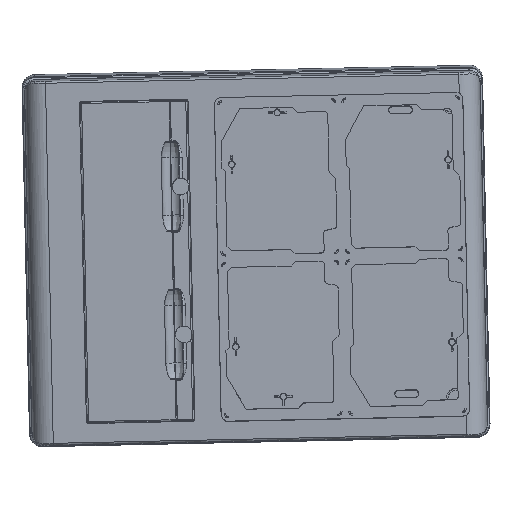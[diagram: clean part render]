
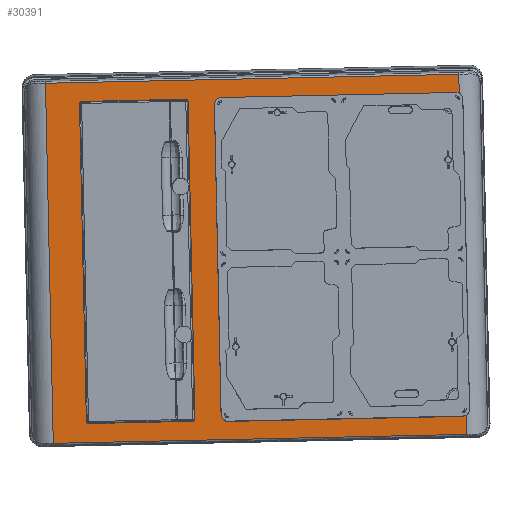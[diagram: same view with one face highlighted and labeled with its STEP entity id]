
A CAD part, top view. The second image highlights one B-rep face of the part: STEP entity #30391.
In plain terms, the highlighted face is planar.
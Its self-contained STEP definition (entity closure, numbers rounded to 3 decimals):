
#19281=DIRECTION('',(0.,1.,0.));
#19282=VECTOR('',#19281,438.206);
#19283=CARTESIAN_POINT('',(-251.303,-219.103,
55.));
#19284=LINE('',#19283,#19282);
#19285=DIRECTION('',(0.,1.,0.));
#19286=VECTOR('',#19285,23.143);
#19287=CARTESIAN_POINT('',(251.303,195.96,55.));
#19288=LINE('',#19287,#19286);
#19289=CARTESIAN_POINT('',(246.999,188.503,55.));
#19290=DIRECTION('',(0.,0.,-1.));
#19291=DIRECTION('',(0.,1.,0.));
#19292=AXIS2_PLACEMENT_3D('',#19289,#19290,#19291);
#19294=DIRECTION('',(1.,0.,0.));
#19295=VECTOR('',#19294,285.);
#19296=CARTESIAN_POINT('',(-38.,197.113,55.));
#19297=LINE('',#19296,#19295);
#19298=CARTESIAN_POINT('',(-46.613,188.5,
55.));
#19299=CARTESIAN_POINT('',(-46.613,189.176,
55.));
#19300=CARTESIAN_POINT('',(-46.454,190.53,
55.));
#19301=CARTESIAN_POINT('',(-45.746,192.447,
55.));
#19302=CARTESIAN_POINT('',(-44.61,194.146,
55.));
#19303=CARTESIAN_POINT('',(-43.11,195.533,
55.));
#19304=CARTESIAN_POINT('',(-41.624,196.365,
55.));
#19305=CARTESIAN_POINT('',(-40.344,196.809,
55.));
#19306=CARTESIAN_POINT('',(-39.46,196.996,
55.));
#19307=CARTESIAN_POINT('',(-38.676,197.084,
55.));
#19308=CARTESIAN_POINT('',(-38.225,197.113,
55.));
#19309=CARTESIAN_POINT('',(-38.,197.113,55.));
#19311=CARTESIAN_POINT('',(-46.613,-188.5,
55.));
#19312=CARTESIAN_POINT('',(-46.613,-189.176,
55.));
#19313=CARTESIAN_POINT('',(-46.454,-190.53,
55.));
#19314=CARTESIAN_POINT('',(-45.746,-192.447,
55.));
#19315=CARTESIAN_POINT('',(-44.61,-194.146,
55.));
#19316=CARTESIAN_POINT('',(-43.11,-195.533,
55.));
#19317=CARTESIAN_POINT('',(-41.624,-196.365,
55.));
#19318=CARTESIAN_POINT('',(-40.344,-196.809,
55.));
#19319=CARTESIAN_POINT('',(-39.46,-196.996,
55.));
#19320=CARTESIAN_POINT('',(-38.676,-197.084,
55.));
#19321=CARTESIAN_POINT('',(-38.225,-197.113,
55.));
#19322=CARTESIAN_POINT('',(-38.,-197.113,55.));
#19324=DIRECTION('',(1.,0.,0.));
#19325=VECTOR('',#19324,285.);
#19326=CARTESIAN_POINT('',(-38.,-197.113,55.));
#19327=LINE('',#19326,#19325);
#19328=CARTESIAN_POINT('',(246.999,-188.503,
55.));
#19329=DIRECTION('',(0.,0.,1.));
#19330=DIRECTION('',(0.,-1.,0.));
#19331=AXIS2_PLACEMENT_3D('',#19328,#19329,#19330);
#19333=DIRECTION('',(0.,-1.,
0.));
#19334=VECTOR('',#19333,23.143);
#19335=CARTESIAN_POINT('',(251.303,-195.96,55.));
#19336=LINE('',#19335,#19334);
#19337=CARTESIAN_POINT('',(-207.5,-193.,55.));
#19338=DIRECTION('',(0.,0.,-1.));
#19339=DIRECTION('',(0.,-1.,0.));
#19340=AXIS2_PLACEMENT_3D('',#19337,#19338,#19339);
#19342=DIRECTION('',(-1.,0.,0.));
#19343=VECTOR('',#19342,126.);
#19344=CARTESIAN_POINT('',(-81.5,-196.,55.));
#19345=LINE('',#19344,#19343);
#19346=CARTESIAN_POINT('',(-81.5,-193.,55.));
#19347=DIRECTION('',(0.,0.,-1.));
#19348=DIRECTION('',(1.,0.,0.));
#19349=AXIS2_PLACEMENT_3D('',#19346,#19347,#19348);
#19351=DIRECTION('',(0.,-1.,0.));
#19352=VECTOR('',#19351,386.);
#19353=CARTESIAN_POINT('',(-78.5,193.,55.));
#19354=LINE('',#19353,#19352);
#19355=CARTESIAN_POINT('',(-81.5,193.,55.));
#19356=DIRECTION('',(0.,0.,-1.));
#19357=DIRECTION('',(0.,1.,0.));
#19358=AXIS2_PLACEMENT_3D('',#19355,#19356,#19357);
#19360=DIRECTION('',(1.,0.,0.));
#19361=VECTOR('',#19360,126.);
#19362=CARTESIAN_POINT('',(-207.5,196.,55.));
#19363=LINE('',#19362,#19361);
#19364=CARTESIAN_POINT('',(-207.5,193.,55.));
#19365=DIRECTION('',(0.,0.,-1.));
#19366=DIRECTION('',(-1.,0.,0.));
#19367=AXIS2_PLACEMENT_3D('',#19364,#19365,#19366);
#19369=DIRECTION('',(0.,1.,0.));
#19370=VECTOR('',#19369,386.);
#19371=CARTESIAN_POINT('',(-210.5,-193.,55.));
#19372=LINE('',#19371,#19370);
#24379=DIRECTION('',(0.,1.,0.));
#24380=VECTOR('',#24379,377.);
#24381=CARTESIAN_POINT('',(-46.613,-188.5,
55.));
#24382=LINE('',#24381,#24380);
#24478=DIRECTION('',(-1.,0.,0.));
#24479=VECTOR('',#24478,502.605);
#24480=CARTESIAN_POINT('',(251.303,219.103,55.));
#24481=LINE('',#24480,#24479);
#24845=DIRECTION('',(-1.,0.,0.));
#24846=VECTOR('',#24845,502.605);
#24847=CARTESIAN_POINT('',(251.303,-219.103,
55.));
#24848=LINE('',#24847,#24846);
#28532=CARTESIAN_POINT('',(-251.303,-219.103,
55.));
#28533=VERTEX_POINT('',#28532);
#28547=CARTESIAN_POINT('',(251.303,-219.103,55.));
#28549=VERTEX_POINT('',#28547);
#29189=VERTEX_POINT('',#19311);
#29190=VERTEX_POINT('',#19322);
#29191=CARTESIAN_POINT('',(247.,-197.113,
55.));
#29192=VERTEX_POINT('',#29191);
#29195=CARTESIAN_POINT('',(251.303,-195.96,
55.));
#29196=VERTEX_POINT('',#29195);
#29222=CARTESIAN_POINT('',(-251.303,219.103,
55.));
#29223=VERTEX_POINT('',#29222);
#29237=CARTESIAN_POINT('',(251.303,219.103,55.));
#29239=VERTEX_POINT('',#29237);
#29890=VERTEX_POINT('',#19298);
#29891=VERTEX_POINT('',#19309);
#29892=CARTESIAN_POINT('',(247.,197.113,55.));
#29893=VERTEX_POINT('',#29892);
#29896=CARTESIAN_POINT('',(251.303,195.96,55.));
#29897=VERTEX_POINT('',#29896);
#29901=CARTESIAN_POINT('',(-207.5,-196.,55.));
#29902=CARTESIAN_POINT('',(-210.5,-193.,55.));
#29903=VERTEX_POINT('',#29901);
#29904=VERTEX_POINT('',#29902);
#29905=CARTESIAN_POINT('',(-210.5,193.,55.));
#29906=VERTEX_POINT('',#29905);
#29907=CARTESIAN_POINT('',(-207.5,196.,55.));
#29908=VERTEX_POINT('',#29907);
#29909=CARTESIAN_POINT('',(-81.5,196.,55.));
#29910=VERTEX_POINT('',#29909);
#29911=CARTESIAN_POINT('',(-78.5,193.,55.));
#29912=VERTEX_POINT('',#29911);
#29913=CARTESIAN_POINT('',(-78.5,-193.,55.));
#29914=VERTEX_POINT('',#29913);
#29919=CARTESIAN_POINT('',(-81.5,-196.,55.));
#29920=VERTEX_POINT('',#29919);
#30342=CARTESIAN_POINT('',(0.,0.,55.));
#30343=DIRECTION('',(0.,0.,1.));
#30344=DIRECTION('',(1.,0.,0.));
#30345=AXIS2_PLACEMENT_3D('',#30342,#30343,#30344);
#30346=PLANE('',#30345);
#30348=ORIENTED_EDGE('',*,*,#30347,.T.);
#30350=ORIENTED_EDGE('',*,*,#30349,.F.);
#30352=ORIENTED_EDGE('',*,*,#30351,.F.);
#30354=ORIENTED_EDGE('',*,*,#30353,.F.);
#30356=ORIENTED_EDGE('',*,*,#30355,.F.);
#30358=ORIENTED_EDGE('',*,*,#30357,.F.);
#30360=ORIENTED_EDGE('',*,*,#30359,.F.);
#30362=ORIENTED_EDGE('',*,*,#30361,.T.);
#30364=ORIENTED_EDGE('',*,*,#30363,.T.);
#30366=ORIENTED_EDGE('',*,*,#30365,.T.);
#30368=ORIENTED_EDGE('',*,*,#30367,.T.);
#30370=ORIENTED_EDGE('',*,*,#30369,.T.);
#30371=EDGE_LOOP('',(#30348,#30350,#30352,#30354,#30356,#30358,#30360,#30362,
#30364,#30366,#30368,#30370));
#30372=FACE_OUTER_BOUND('',#30371,.F.);
#30374=ORIENTED_EDGE('',*,*,#30373,.F.);
#30376=ORIENTED_EDGE('',*,*,#30375,.F.);
#30378=ORIENTED_EDGE('',*,*,#30377,.F.);
#30380=ORIENTED_EDGE('',*,*,#30379,.F.);
#30382=ORIENTED_EDGE('',*,*,#30381,.F.);
#30384=ORIENTED_EDGE('',*,*,#30383,.F.);
#30386=ORIENTED_EDGE('',*,*,#30385,.F.);
#30388=ORIENTED_EDGE('',*,*,#30387,.F.);
#30389=EDGE_LOOP('',(#30374,#30376,#30378,#30380,#30382,#30384,#30386,#30388));
#30390=FACE_BOUND('',#30389,.F.);
#30391=ADVANCED_FACE('',(#30372,#30390),#30346,.T.);
#19293=CIRCLE('',#19292,8.61);
#19310=B_SPLINE_CURVE_WITH_KNOTS('',3,(#19298,#19299,#19300,#19301,#19302,
#19303,#19304,#19305,#19306,#19307,#19308,#19309),.UNSPECIFIED.,.F.,.F.,(4,1,1,
1,1,1,1,1,1,4),(0.,0.15,0.3,0.45,
0.6,0.75,0.825,0.9,
0.95,1.),.UNSPECIFIED.);
#19323=B_SPLINE_CURVE_WITH_KNOTS('',3,(#19311,#19312,#19313,#19314,#19315,
#19316,#19317,#19318,#19319,#19320,#19321,#19322),.UNSPECIFIED.,.F.,.F.,(4,1,1,
1,1,1,1,1,1,4),(0.,0.15,0.3,0.45,
0.6,0.75,0.825,0.9,
0.95,1.),.UNSPECIFIED.);
#19332=CIRCLE('',#19331,8.61);
#19341=CIRCLE('',#19340,3.);
#19350=CIRCLE('',#19349,3.);
#19359=CIRCLE('',#19358,3.);
#19368=CIRCLE('',#19367,3.);
#30347=EDGE_CURVE('',#28533,#29223,#19284,.T.);
#30349=EDGE_CURVE('',#29239,#29223,#24481,.T.);
#30351=EDGE_CURVE('',#29897,#29239,#19288,.T.);
#30353=EDGE_CURVE('',#29893,#29897,#19293,.T.);
#30355=EDGE_CURVE('',#29891,#29893,#19297,.T.);
#30357=EDGE_CURVE('',#29890,#29891,#19310,.T.);
#30359=EDGE_CURVE('',#29189,#29890,#24382,.T.);
#30361=EDGE_CURVE('',#29189,#29190,#19323,.T.);
#30363=EDGE_CURVE('',#29190,#29192,#19327,.T.);
#30365=EDGE_CURVE('',#29192,#29196,#19332,.T.);
#30367=EDGE_CURVE('',#29196,#28549,#19336,.T.);
#30369=EDGE_CURVE('',#28549,#28533,#24848,.T.);
#30373=EDGE_CURVE('',#29903,#29904,#19341,.T.);
#30375=EDGE_CURVE('',#29920,#29903,#19345,.T.);
#30377=EDGE_CURVE('',#29914,#29920,#19350,.T.);
#30379=EDGE_CURVE('',#29912,#29914,#19354,.T.);
#30381=EDGE_CURVE('',#29910,#29912,#19359,.T.);
#30383=EDGE_CURVE('',#29908,#29910,#19363,.T.);
#30385=EDGE_CURVE('',#29906,#29908,#19368,.T.);
#30387=EDGE_CURVE('',#29904,#29906,#19372,.T.);
